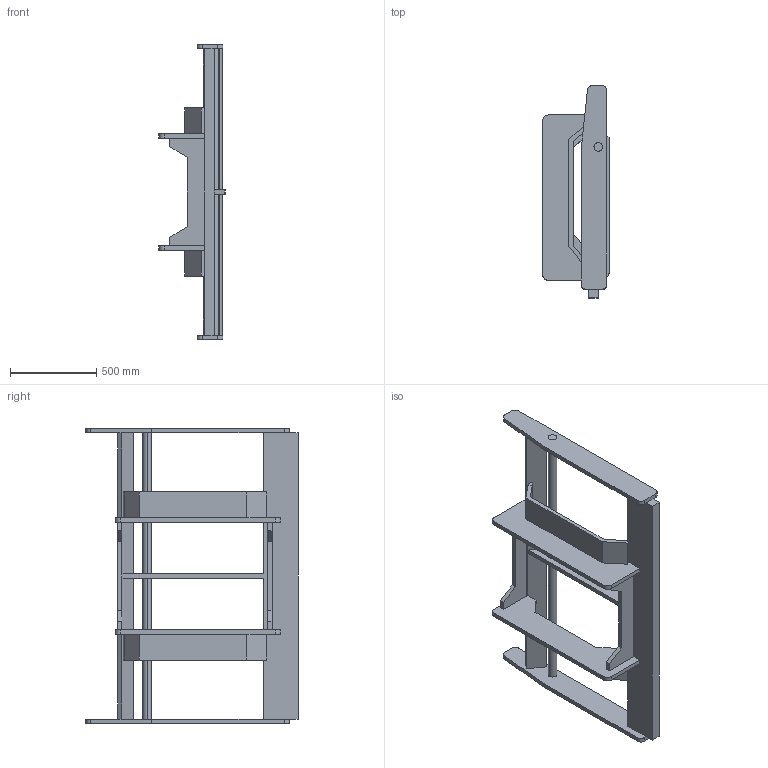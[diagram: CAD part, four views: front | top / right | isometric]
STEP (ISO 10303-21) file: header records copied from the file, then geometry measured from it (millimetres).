
FILE_DESCRIPTION (( 'STEP AP214' ), '1' );
FILE_NAME ('front_frame.STEP', '2020-04-24T18:40:30', ( '' ), ( '' ), 'SwSTEP 2.0', 'SolidWorks 2017', '' );
FILE_SCHEMA (( 'AUTOMOTIVE_DESIGN' ));
Length unit declared in the file: millimetre
Products named in the file (1): front_frame
Bounding box: 384 x 1230 x 1710 mm (x, y, z)
Volume: 59488771.6 mm3; surface area: 4553159.6 mm2
Topology: 7 solids, 7 shells, 127 faces, 343 edges, 224 vertices
Faces by surface type: plane 106, cylinder 21
Entity records: 4043 total; most frequent: CARTESIAN_POINT 695, ORIENTED_EDGE 686, DIRECTION 641, EDGE_CURVE 343, VECTOR 301, LINE 301, VERTEX_POINT 224, AXIS2_PLACEMENT_3D 170
